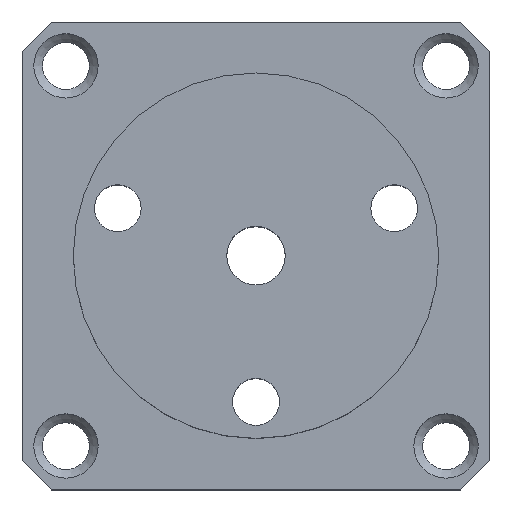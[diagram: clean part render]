
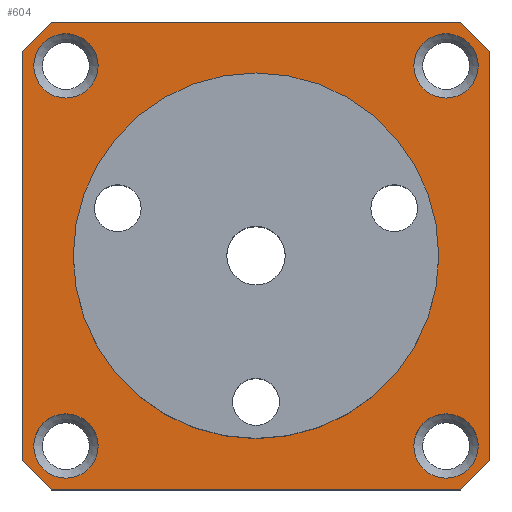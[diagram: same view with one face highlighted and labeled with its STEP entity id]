
A CAD part, top view. The second image highlights one B-rep face of the part: STEP entity #604.
In plain terms, the highlighted planar face has unit normal (0, 0, 1).
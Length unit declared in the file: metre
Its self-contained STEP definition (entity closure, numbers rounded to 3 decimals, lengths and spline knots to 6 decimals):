
#18=LINE('',#981,#42);
#20=LINE('',#985,#44);
#24=LINE('',#994,#48);
#28=LINE('',#1003,#52);
#36=LINE('',#1041,#60);
#37=LINE('',#1042,#61);
#38=LINE('',#1043,#62);
#39=LINE('',#1044,#63);
#42=VECTOR('',#791,1.);
#44=VECTOR('',#795,1.);
#48=VECTOR('',#801,1.);
#52=VECTOR('',#807,1.);
#60=VECTOR('',#843,1.);
#61=VECTOR('',#844,1.);
#62=VECTOR('',#845,1.);
#63=VECTOR('',#846,1.);
#70=PLANE('',#686);
#136=ORIENTED_EDGE('',*,*,#260,.F.);
#137=ORIENTED_EDGE('',*,*,#261,.F.);
#138=ORIENTED_EDGE('',*,*,#262,.F.);
#139=ORIENTED_EDGE('',*,*,#263,.F.);
#140=ORIENTED_EDGE('',*,*,#229,.T.);
#141=ORIENTED_EDGE('',*,*,#234,.T.);
#142=ORIENTED_EDGE('',*,*,#264,.T.);
#143=ORIENTED_EDGE('',*,*,#244,.T.);
#144=ORIENTED_EDGE('',*,*,#265,.T.);
#145=ORIENTED_EDGE('',*,*,#240,.F.);
#146=ORIENTED_EDGE('',*,*,#266,.T.);
#147=ORIENTED_EDGE('',*,*,#236,.F.);
#148=ORIENTED_EDGE('',*,*,#267,.T.);
#229=EDGE_CURVE('',#295,#295,#353,.T.);
#234=EDGE_CURVE('',#301,#300,#18,.T.);
#236=EDGE_CURVE('',#302,#303,#20,.T.);
#240=EDGE_CURVE('',#306,#307,#24,.T.);
#244=EDGE_CURVE('',#310,#311,#28,.T.);
#260=EDGE_CURVE('',#322,#322,#364,.T.);
#261=EDGE_CURVE('',#323,#323,#365,.T.);
#262=EDGE_CURVE('',#324,#324,#366,.T.);
#263=EDGE_CURVE('',#325,#325,#367,.T.);
#264=EDGE_CURVE('',#300,#310,#36,.F.);
#265=EDGE_CURVE('',#311,#307,#37,.T.);
#266=EDGE_CURVE('',#306,#303,#38,.F.);
#267=EDGE_CURVE('',#302,#301,#39,.T.);
#295=VERTEX_POINT('',#969);
#300=VERTEX_POINT('',#980);
#301=VERTEX_POINT('',#982);
#302=VERTEX_POINT('',#986);
#303=VERTEX_POINT('',#987);
#306=VERTEX_POINT('',#995);
#307=VERTEX_POINT('',#996);
#310=VERTEX_POINT('',#1004);
#311=VERTEX_POINT('',#1005);
#322=VERTEX_POINT('',#1034);
#323=VERTEX_POINT('',#1036);
#324=VERTEX_POINT('',#1038);
#325=VERTEX_POINT('',#1040);
#353=CIRCLE('',#669,0.0125);
#364=CIRCLE('',#687,0.0022);
#365=CIRCLE('',#688,0.0022);
#366=CIRCLE('',#689,0.0022);
#367=CIRCLE('',#690,0.0022);
#415=EDGE_LOOP('',(#136));
#416=EDGE_LOOP('',(#137));
#417=EDGE_LOOP('',(#138));
#418=EDGE_LOOP('',(#139));
#419=EDGE_LOOP('',(#140));
#420=EDGE_LOOP('',(#141,#142,#143,#144,#145,#146,#147,#148));
#509=FACE_BOUND('',#415,.T.);
#510=FACE_BOUND('',#416,.T.);
#511=FACE_BOUND('',#417,.T.);
#512=FACE_BOUND('',#418,.T.);
#513=FACE_BOUND('',#419,.T.);
#514=FACE_BOUND('',#420,.T.);
#604=ADVANCED_FACE('',(#509,#510,#511,#512,#513,#514),#70,.F.);
#669=AXIS2_PLACEMENT_3D('',#968,#779,#780);
#686=AXIS2_PLACEMENT_3D('',#1032,#833,#834);
#687=AXIS2_PLACEMENT_3D('',#1033,#835,#836);
#688=AXIS2_PLACEMENT_3D('',#1035,#837,#838);
#689=AXIS2_PLACEMENT_3D('',#1037,#839,#840);
#690=AXIS2_PLACEMENT_3D('',#1039,#841,#842);
#779=DIRECTION('',(0.,0.,-1.));
#780=DIRECTION('',(-1.,0.,0.));
#791=DIRECTION('',(1.,0.,0.));
#795=DIRECTION('',(0.,1.,0.));
#801=DIRECTION('',(1.,0.,0.));
#807=DIRECTION('',(0.,1.,0.));
#833=DIRECTION('',(0.,0.,-1.));
#834=DIRECTION('',(1.,0.,0.));
#835=DIRECTION('',(0.,0.,1.));
#836=DIRECTION('',(1.,0.,0.));
#837=DIRECTION('',(0.,0.,1.));
#838=DIRECTION('',(1.,0.,0.));
#839=DIRECTION('',(0.,0.,1.));
#840=DIRECTION('',(1.,0.,0.));
#841=DIRECTION('',(0.,0.,1.));
#842=DIRECTION('',(1.,0.,0.));
#843=DIRECTION('',(-0.707,-0.707,0.));
#844=DIRECTION('',(-0.707,0.707,0.));
#845=DIRECTION('',(0.707,0.707,0.));
#846=DIRECTION('',(0.707,-0.707,0.));
#968=CARTESIAN_POINT('',(0.,0.,-0.019));
#969=CARTESIAN_POINT('',(-0.0125,0.,-0.019));
#980=CARTESIAN_POINT('',(0.014,-0.016,-0.019));
#981=CARTESIAN_POINT('',(0.,-0.016,-0.019));
#982=CARTESIAN_POINT('',(-0.014,-0.016,-0.019));
#985=CARTESIAN_POINT('',(-0.016,0.,-0.019));
#986=CARTESIAN_POINT('',(-0.016,-0.014,-0.019));
#987=CARTESIAN_POINT('',(-0.016,0.014,-0.019));
#994=CARTESIAN_POINT('',(0.,0.016,-0.019));
#995=CARTESIAN_POINT('',(-0.014,0.016,-0.019));
#996=CARTESIAN_POINT('',(0.014,0.016,-0.019));
#1003=CARTESIAN_POINT('',(0.016,0.,-0.019));
#1004=CARTESIAN_POINT('',(0.016,-0.014,-0.019));
#1005=CARTESIAN_POINT('',(0.016,0.014,-0.019));
#1032=CARTESIAN_POINT('',(0.,0.,-0.019));
#1033=CARTESIAN_POINT('',(-0.013,-0.013,-0.019));
#1034=CARTESIAN_POINT('',(-0.0108,-0.013,-0.019));
#1035=CARTESIAN_POINT('',(0.013,0.013,-0.019));
#1036=CARTESIAN_POINT('',(0.0152,0.013,-0.019));
#1037=CARTESIAN_POINT('',(0.013,-0.013,-0.019));
#1038=CARTESIAN_POINT('',(0.0152,-0.013,-0.019));
#1039=CARTESIAN_POINT('',(-0.013,0.013,-0.019));
#1040=CARTESIAN_POINT('',(-0.0108,0.013,-0.019));
#1041=CARTESIAN_POINT('',(0.014,-0.016,-0.019));
#1042=CARTESIAN_POINT('',(0.016,0.014,-0.019));
#1043=CARTESIAN_POINT('',(-0.014,0.016,-0.019));
#1044=CARTESIAN_POINT('',(-0.016,-0.014,-0.019));
